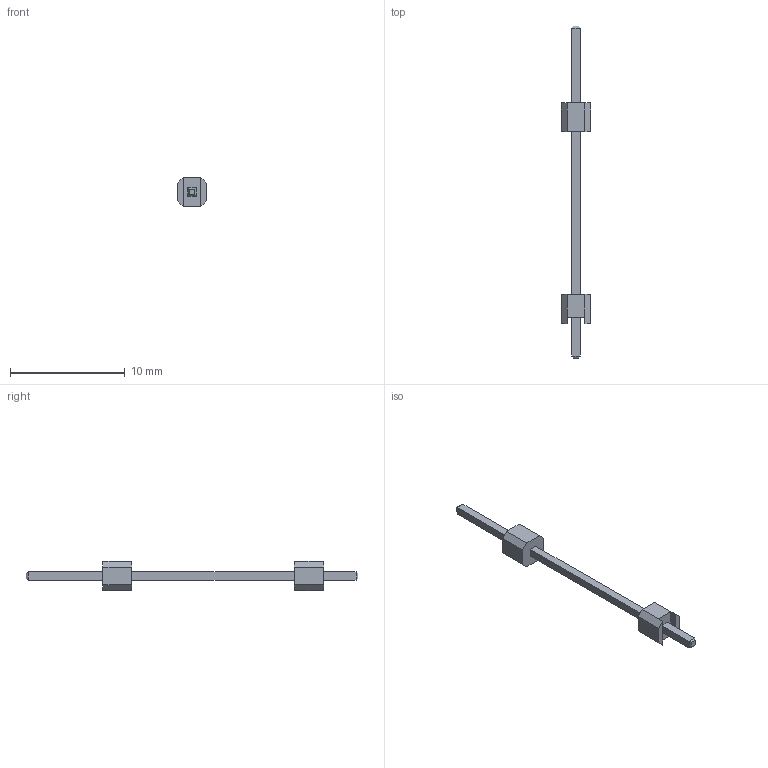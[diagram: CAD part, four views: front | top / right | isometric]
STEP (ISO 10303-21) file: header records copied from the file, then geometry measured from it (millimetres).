
FILE_DESCRIPTION (( 'STEP AP214' ), '1' );
FILE_NAME ('PLS-1_29mm.STEP', '2015-11-27T10:25:51', ( 'Alexey' ), ( '' ), 'SwSTEP 2.0', 'SolidWorks 2012', '' );
FILE_SCHEMA (( 'AUTOMOTIVE_DESIGN' ));
Length unit declared in the file: millimetre
Products named in the file (1): PLS-1_29mm
Bounding box: 2.54 x 28.94 x 2.54 mm (x, y, z)
Volume: 39.8 mm3; surface area: 137.1 mm2
Topology: 1 solids, 1 shells, 46 faces, 108 edges, 68 vertices
Faces by surface type: plane 46
Entity records: 1818 total; most frequent: CARTESIAN_POINT 223, ORIENTED_EDGE 216, DIRECTION 202, EDGE_CURVE 108, VECTOR 108, LINE 108, VERTEX_POINT 68, EDGE_LOOP 50
